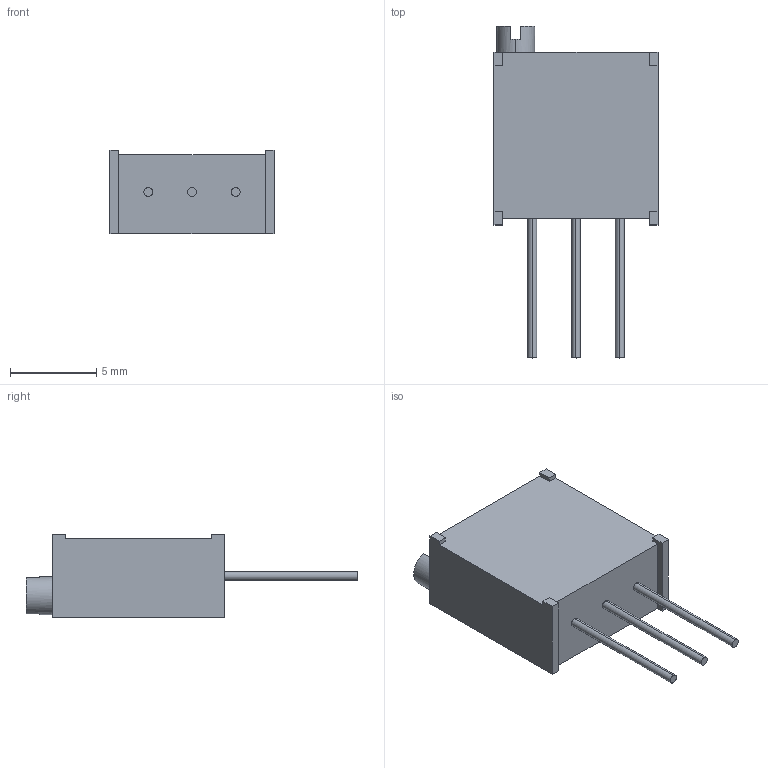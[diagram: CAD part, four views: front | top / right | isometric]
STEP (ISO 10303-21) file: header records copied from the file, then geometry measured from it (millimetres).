
FILE_DESCRIPTION (( 'STEP AP214' ), '1' );
FILE_NAME ('PV36W203C01B00.STEP', '2021-03-21T07:23:00', ( '' ), ( '' ), 'SwSTEP 2.0', 'SolidWorks 2017', '' );
FILE_SCHEMA (( 'AUTOMOTIVE_DESIGN' ));
Length unit declared in the file: millimetre
Products named in the file (1): PV36W203C01B00
Bounding box: 9.53 x 19.27 x 4.83 mm (x, y, z)
Volume: 432.7 mm3; surface area: 430.3 mm2
Topology: 5 solids, 5 shells, 40 faces, 90 edges, 60 vertices
Faces by surface type: plane 32, cylinder 8
Entity records: 1184 total; most frequent: DIRECTION 192, CARTESIAN_POINT 191, ORIENTED_EDGE 180, EDGE_CURVE 90, LINE 70, VECTOR 70, AXIS2_PLACEMENT_3D 61, VERTEX_POINT 60
